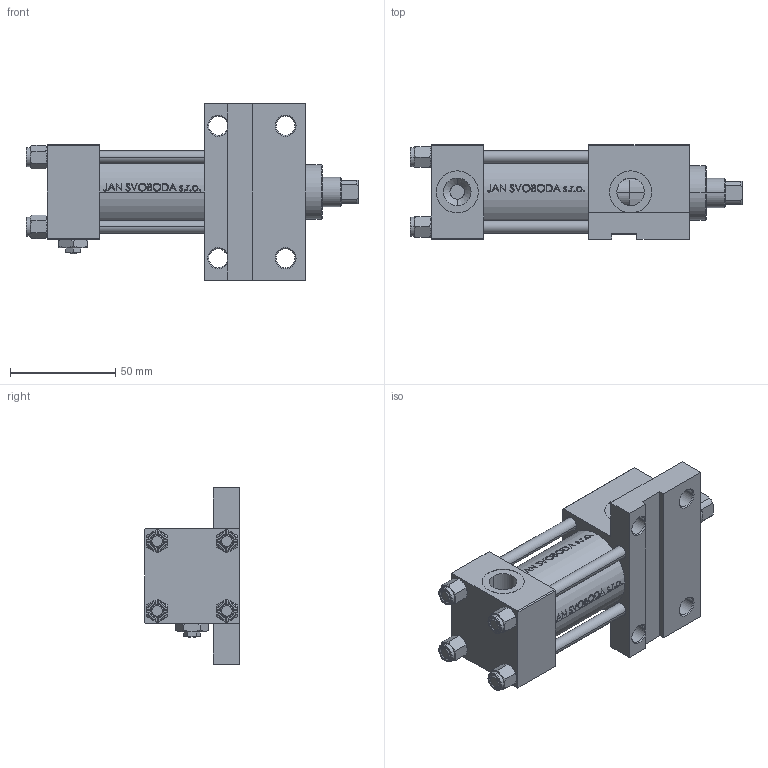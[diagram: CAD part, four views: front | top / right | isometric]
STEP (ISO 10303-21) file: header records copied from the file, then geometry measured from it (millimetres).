
FILE_DESCRIPTION (( 'STEP AP203' ), '1' );
FILE_NAME ('c577.STEP', '2024-03-19T14:34:23', ( '' ), ( '' ), 'SwSTEP 2.0', 'SolidWorks 2019', '' );
FILE_SCHEMA (( 'CONFIG_CONTROL_DESIGN' ));
Length unit declared in the file: millimetre
Products named in the file (7): V215_VC_A d87e0ca7dba5bb4c18dd94c920fddcb4; V215CR_VCP_F d87e0ca7dba5bb4c18dd94c920fddcb4; NUT_M5_F d87e0ca7dba5bb4c18dd94c920fddcb4; c577; V215CR_F_TYCINKA d87e0ca7dba5bb4c18dd94c920fddcb4; V215CR_F_Body d87e0ca7dba5bb4c18dd94c920fddcb4; Zatka_pro_OIL_PORT d87e0ca7dba5bb4c18dd94c920fddcb4
Assembly tree (13 placements, depth 2):
  c577
    V215CR_F_Body d87e0ca7dba5bb4c18dd94c920fddcb4
    V215CR_VCP_F d87e0ca7dba5bb4c18dd94c920fddcb4
    V215CR_F_TYCINKA d87e0ca7dba5bb4c18dd94c920fddcb4  x4
    NUT_M5_F d87e0ca7dba5bb4c18dd94c920fddcb4  x4
    V215_VC_A d87e0ca7dba5bb4c18dd94c920fddcb4
    Zatka_pro_OIL_PORT d87e0ca7dba5bb4c18dd94c920fddcb4  x2
Bounding box: 158 x 45 x 84 mm (x, y, z)
Volume: 210392 mm3; surface area: 74487.7 mm2
Topology: 13 solids, 13 shells, 1198 faces, 2958 edges, 1901 vertices
Faces by surface type: plane 482, bspline 380, cone 194, cylinder 134, torus 8
Entity records: 49639 total; most frequent: CARTESIAN_POINT 26592, ORIENTED_EDGE 5216, DIRECTION 3338, EDGE_CURVE 2608, VERTEX_POINT 1699, VECTOR 1328, LINE 1328, EDGE_LOOP 1173
